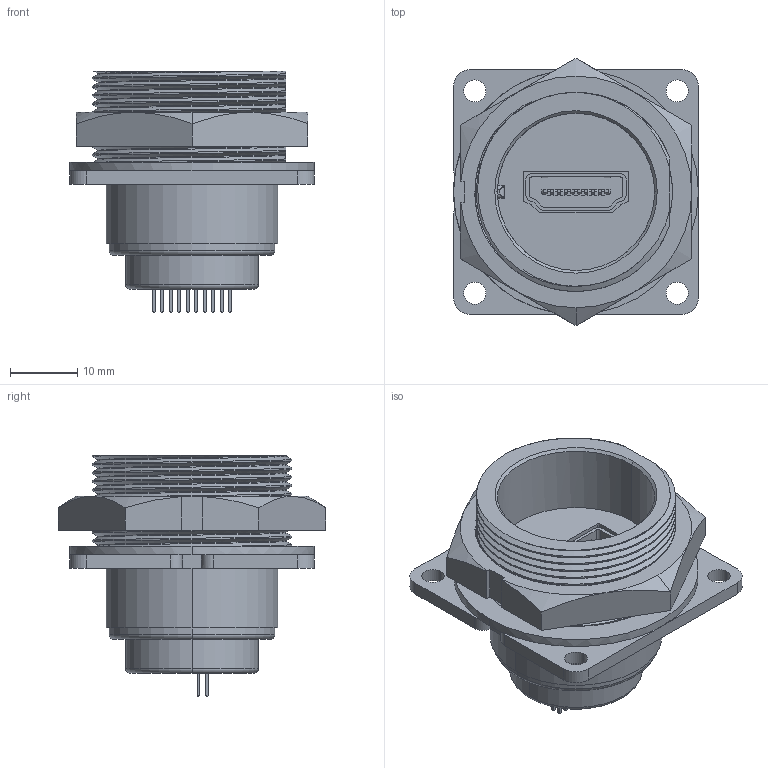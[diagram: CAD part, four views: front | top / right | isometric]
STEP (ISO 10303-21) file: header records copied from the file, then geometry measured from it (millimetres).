
FILE_DESCRIPTION (( 'STEP AP203' ), '1' );
FILE_NAME ('DCP-HDMIT-HD.STEP', '2015-11-05T16:23:53', ( '' ), ( '' ), 'SwSTEP 2.0', 'SolidWorks 2014', '' );
FILE_SCHEMA (( 'CONFIG_CONTROL_DESIGN' ));
Length unit declared in the file: inch
Products named in the file (2): DCP-HDMIT-HD
Bounding box: 36.53 x 39.89 x 36.04 mm (x, y, z)
Volume: 16456.3 mm3; surface area: 9754 mm2
Topology: 2 solids, 3 shells, 547 faces, 1433 edges, 918 vertices
Faces by surface type: plane 377, cylinder 128, bspline 29, cone 9, torus 4
Entity records: 25600 total; most frequent: CARTESIAN_POINT 12517, ORIENTED_EDGE 2862, DIRECTION 2423, EDGE_CURVE 1431, VECTOR 1071, LINE 1071, VERTEX_POINT 918, AXIS2_PLACEMENT_3D 676
